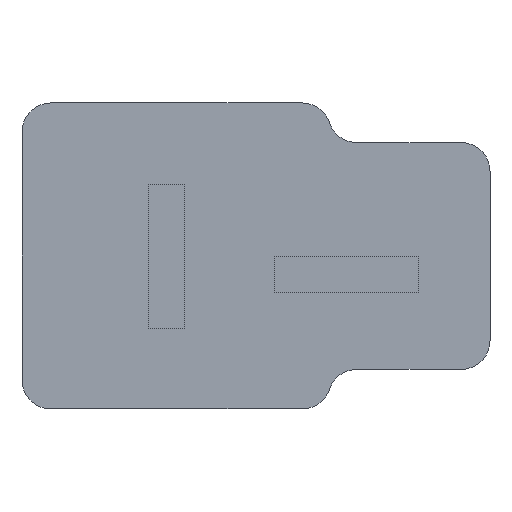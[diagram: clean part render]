
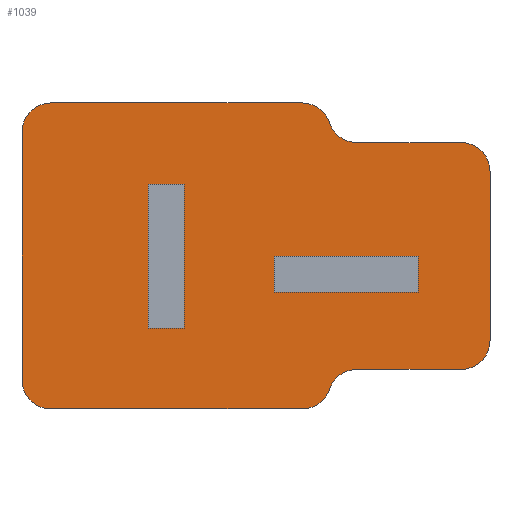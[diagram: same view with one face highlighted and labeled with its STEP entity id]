
A CAD part, front view. The second image highlights one B-rep face of the part: STEP entity #1039.
In plain terms, the highlighted planar face has unit normal (0, -1, 0).
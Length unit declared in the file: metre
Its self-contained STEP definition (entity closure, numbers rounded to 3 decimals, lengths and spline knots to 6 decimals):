
#21=CIRCLE('',#1251,0.0008);
#23=CIRCLE('',#1254,0.0008);
#30=CIRCLE('',#1263,0.0008);
#31=CIRCLE('',#1266,0.0008);
#32=CIRCLE('',#1269,0.0008);
#33=CIRCLE('',#1272,0.0008);
#34=CIRCLE('',#1275,0.0008);
#35=CIRCLE('',#1277,0.0008);
#298=ORIENTED_EDGE('',*,*,#418,.F.);
#299=ORIENTED_EDGE('',*,*,#422,.F.);
#300=ORIENTED_EDGE('',*,*,#457,.T.);
#301=ORIENTED_EDGE('',*,*,#448,.F.);
#302=ORIENTED_EDGE('',*,*,#451,.T.);
#303=ORIENTED_EDGE('',*,*,#453,.F.);
#304=ORIENTED_EDGE('',*,*,#456,.T.);
#305=ORIENTED_EDGE('',*,*,#454,.F.);
#306=ORIENTED_EDGE('',*,*,#435,.F.);
#307=ORIENTED_EDGE('',*,*,#439,.T.);
#308=ORIENTED_EDGE('',*,*,#441,.F.);
#309=ORIENTED_EDGE('',*,*,#443,.T.);
#310=ORIENTED_EDGE('',*,*,#445,.F.);
#311=ORIENTED_EDGE('',*,*,#446,.T.);
#312=ORIENTED_EDGE('',*,*,#320,.T.);
#313=ORIENTED_EDGE('',*,*,#330,.T.);
#314=ORIENTED_EDGE('',*,*,#327,.T.);
#315=ORIENTED_EDGE('',*,*,#324,.T.);
#316=ORIENTED_EDGE('',*,*,#332,.T.);
#317=ORIENTED_EDGE('',*,*,#342,.T.);
#318=ORIENTED_EDGE('',*,*,#339,.T.);
#319=ORIENTED_EDGE('',*,*,#336,.T.);
#320=EDGE_CURVE('',#458,#459,#550,.T.);
#324=EDGE_CURVE('',#462,#458,#554,.T.);
#327=EDGE_CURVE('',#464,#462,#557,.T.);
#330=EDGE_CURVE('',#459,#464,#560,.T.);
#332=EDGE_CURVE('',#466,#467,#562,.T.);
#336=EDGE_CURVE('',#470,#466,#566,.T.);
#339=EDGE_CURVE('',#472,#470,#569,.T.);
#342=EDGE_CURVE('',#467,#472,#572,.T.);
#418=EDGE_CURVE('',#524,#525,#21,.T.);
#422=EDGE_CURVE('',#527,#524,#23,.T.);
#435=EDGE_CURVE('',#539,#540,#30,.T.);
#439=EDGE_CURVE('',#539,#541,#658,.T.);
#441=EDGE_CURVE('',#542,#541,#31,.T.);
#443=EDGE_CURVE('',#542,#543,#661,.T.);
#445=EDGE_CURVE('',#544,#543,#32,.T.);
#446=EDGE_CURVE('',#544,#525,#663,.T.);
#448=EDGE_CURVE('',#545,#546,#33,.T.);
#451=EDGE_CURVE('',#545,#547,#667,.T.);
#453=EDGE_CURVE('',#548,#547,#34,.T.);
#454=EDGE_CURVE('',#540,#549,#35,.T.);
#456=EDGE_CURVE('',#548,#549,#670,.T.);
#457=EDGE_CURVE('',#527,#546,#671,.T.);
#458=VERTEX_POINT('',#1548);
#459=VERTEX_POINT('',#1549);
#462=VERTEX_POINT('',#1557);
#464=VERTEX_POINT('',#1563);
#466=VERTEX_POINT('',#1573);
#467=VERTEX_POINT('',#1574);
#470=VERTEX_POINT('',#1582);
#472=VERTEX_POINT('',#1588);
#524=VERTEX_POINT('',#1749);
#525=VERTEX_POINT('',#1751);
#527=VERTEX_POINT('',#1757);
#539=VERTEX_POINT('',#1785);
#540=VERTEX_POINT('',#1786);
#541=VERTEX_POINT('',#1791);
#542=VERTEX_POINT('',#1795);
#543=VERTEX_POINT('',#1799);
#544=VERTEX_POINT('',#1803);
#545=VERTEX_POINT('',#1809);
#546=VERTEX_POINT('',#1811);
#547=VERTEX_POINT('',#1815);
#548=VERTEX_POINT('',#1819);
#549=VERTEX_POINT('',#1823);
#550=LINE('',#1547,#672);
#554=LINE('',#1556,#676);
#557=LINE('',#1562,#679);
#560=LINE('',#1568,#682);
#562=LINE('',#1572,#684);
#566=LINE('',#1581,#688);
#569=LINE('',#1587,#691);
#572=LINE('',#1593,#694);
#658=LINE('',#1792,#780);
#661=LINE('',#1800,#783);
#663=LINE('',#1806,#785);
#667=LINE('',#1816,#789);
#670=LINE('',#1826,#792);
#671=LINE('',#1828,#793);
#672=VECTOR('',#1285,1.);
#676=VECTOR('',#1291,1.);
#679=VECTOR('',#1296,1.);
#682=VECTOR('',#1301,1.);
#684=VECTOR('',#1307,1.);
#688=VECTOR('',#1313,1.);
#691=VECTOR('',#1318,1.);
#694=VECTOR('',#1323,1.);
#780=VECTOR('',#1499,1.);
#783=VECTOR('',#1508,1.);
#785=VECTOR('',#1516,1.);
#789=VECTOR('',#1526,1.);
#792=VECTOR('',#1539,1.);
#793=VECTOR('',#1542,1.);
#851=EDGE_LOOP('',(#298,#299,#300,#301,#302,#303,#304,#305,#306,#307,#308,
#309,#310,#311));
#852=EDGE_LOOP('',(#312,#313,#314,#315));
#853=EDGE_LOOP('',(#316,#317,#318,#319));
#911=FACE_BOUND('',#851,.T.);
#912=FACE_BOUND('',#852,.T.);
#913=FACE_BOUND('',#853,.T.);
#959=PLANE('',#1280);
#1039=ADVANCED_FACE('',(#911,#912,#913),#959,.T.);
#1251=AXIS2_PLACEMENT_3D('',#1750,#1460,#1461);
#1254=AXIS2_PLACEMENT_3D('',#1758,#1468,#1469);
#1263=AXIS2_PLACEMENT_3D('',#1784,#1492,#1493);
#1266=AXIS2_PLACEMENT_3D('',#1796,#1503,#1504);
#1269=AXIS2_PLACEMENT_3D('',#1804,#1512,#1513);
#1272=AXIS2_PLACEMENT_3D('',#1810,#1520,#1521);
#1275=AXIS2_PLACEMENT_3D('',#1820,#1530,#1531);
#1277=AXIS2_PLACEMENT_3D('',#1822,#1534,#1535);
#1280=AXIS2_PLACEMENT_3D('',#1829,#1543,#1544);
#1285=DIRECTION('',(-1.,0.,0.));
#1291=DIRECTION('',(0.,0.,-1.));
#1296=DIRECTION('',(1.,0.,0.));
#1301=DIRECTION('',(0.,0.,1.));
#1307=DIRECTION('',(0.,0.,1.));
#1313=DIRECTION('',(-1.,0.,0.));
#1318=DIRECTION('',(0.,0.,-1.));
#1323=DIRECTION('',(1.,0.,0.));
#1460=DIRECTION('',(0.,1.,0.));
#1461=DIRECTION('',(0.95,0.,-0.313));
#1468=DIRECTION('',(0.,-1.,0.));
#1469=DIRECTION('',(0.,0.,1.));
#1492=DIRECTION('',(0.,1.,0.));
#1493=DIRECTION('',(0.,0.,1.));
#1499=DIRECTION('',(-1.,0.,0.));
#1503=DIRECTION('',(0.,1.,0.));
#1504=DIRECTION('',(-1.,0.,0.));
#1508=DIRECTION('',(0.,0.,-1.));
#1512=DIRECTION('',(0.,1.,0.));
#1513=DIRECTION('',(0.,0.,-1.));
#1516=DIRECTION('',(1.,0.,0.));
#1520=DIRECTION('',(0.,1.,0.));
#1521=DIRECTION('',(1.,0.,0.));
#1526=DIRECTION('',(0.,0.,1.));
#1530=DIRECTION('',(0.,1.,0.));
#1531=DIRECTION('',(0.,0.,1.));
#1534=DIRECTION('',(0.,-1.,0.));
#1535=DIRECTION('',(-0.95,0.,-0.313));
#1539=DIRECTION('',(-1.,0.,0.));
#1542=DIRECTION('',(1.,0.,0.));
#1543=DIRECTION('',(0.,-1.,0.));
#1544=DIRECTION('',(0.,0.,-1.));
#1547=CARTESIAN_POINT('',(0.0005,0.,-0.001));
#1548=CARTESIAN_POINT('',(0.0025,0.,-0.001));
#1549=CARTESIAN_POINT('',(-0.0015,0.,-0.001));
#1556=CARTESIAN_POINT('',(0.0025,0.,-0.0005));
#1557=CARTESIAN_POINT('',(0.0025,0.,0.));
#1562=CARTESIAN_POINT('',(0.0005,0.,0.));
#1563=CARTESIAN_POINT('',(-0.0015,0.,0.));
#1568=CARTESIAN_POINT('',(-0.0015,0.,-0.0005));
#1572=CARTESIAN_POINT('',(-0.005,0.,0.));
#1573=CARTESIAN_POINT('',(-0.005,0.,-0.002));
#1574=CARTESIAN_POINT('',(-0.005,0.,0.002));
#1581=CARTESIAN_POINT('',(-0.0045,0.,-0.002));
#1582=CARTESIAN_POINT('',(-0.004,0.,-0.002));
#1587=CARTESIAN_POINT('',(-0.004,0.,0.));
#1588=CARTESIAN_POINT('',(-0.004,0.,0.002));
#1593=CARTESIAN_POINT('',(-0.0045,0.,0.002));
#1749=CARTESIAN_POINT('',(0.00004,0.,-0.0037));
#1750=CARTESIAN_POINT('',(-0.00072,0.,-0.00345));
#1751=CARTESIAN_POINT('',(-0.00072,0.,-0.00425));
#1757=CARTESIAN_POINT('',(0.0008,0.,-0.00315));
#1758=CARTESIAN_POINT('',(0.0008,0.,-0.00395));
#1784=CARTESIAN_POINT('',(-0.00072,0.,0.00345));
#1785=CARTESIAN_POINT('',(-0.00072,0.,0.00425));
#1786=CARTESIAN_POINT('',(0.00004,0.,0.0037));
#1791=CARTESIAN_POINT('',(-0.0077,0.,0.00425));
#1792=CARTESIAN_POINT('',(-0.00421,0.,0.00425));
#1795=CARTESIAN_POINT('',(-0.0085,0.,0.00345));
#1796=CARTESIAN_POINT('',(-0.0077,0.,0.00345));
#1799=CARTESIAN_POINT('',(-0.0085,0.,-0.00345));
#1800=CARTESIAN_POINT('',(-0.0085,0.,0.));
#1803=CARTESIAN_POINT('',(-0.0077,0.,-0.00425));
#1804=CARTESIAN_POINT('',(-0.0077,0.,-0.00345));
#1806=CARTESIAN_POINT('',(-0.00421,0.,-0.00425));
#1809=CARTESIAN_POINT('',(0.0045,0.,-0.00235));
#1810=CARTESIAN_POINT('',(0.0037,0.,-0.00235));
#1811=CARTESIAN_POINT('',(0.0037,0.,-0.00315));
#1815=CARTESIAN_POINT('',(0.0045,0.,0.00235));
#1816=CARTESIAN_POINT('',(0.0045,0.,0.));
#1819=CARTESIAN_POINT('',(0.0037,0.,0.00315));
#1820=CARTESIAN_POINT('',(0.0037,0.,0.00235));
#1822=CARTESIAN_POINT('',(0.0008,0.,0.00395));
#1823=CARTESIAN_POINT('',(0.0008,0.,0.00315));
#1826=CARTESIAN_POINT('',(0.00225,0.,0.00315));
#1828=CARTESIAN_POINT('',(0.00225,0.,-0.00315));
#1829=CARTESIAN_POINT('',(-0.0085,0.,0.00425));
